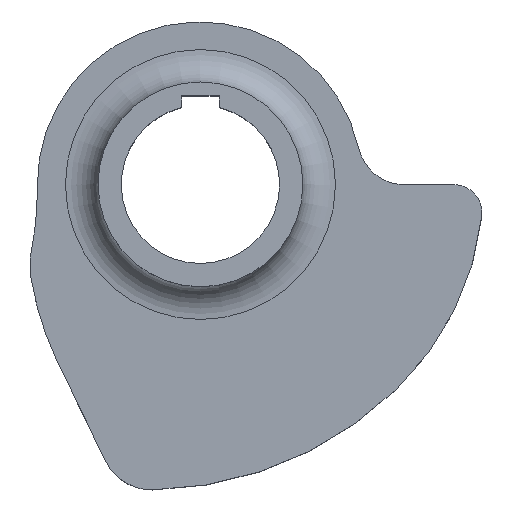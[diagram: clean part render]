
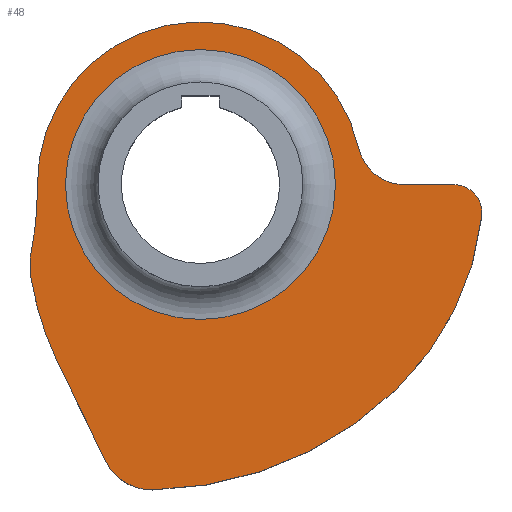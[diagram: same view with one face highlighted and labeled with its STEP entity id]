
A CAD part, top view. The second image highlights one B-rep face of the part: STEP entity #48.
In plain terms, the highlighted planar face has unit normal (0, 0, 1).
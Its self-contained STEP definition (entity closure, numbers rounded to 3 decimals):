
#48=ADVANCED_FACE('',(#76,#77),#78,.F.);
#76=FACE_BOUND('',#130,.T.);
#77=FACE_OUTER_BOUND('',#131,.T.);
#78=PLANE('',#132);
#130=EDGE_LOOP('',(#188));
#131=EDGE_LOOP('',(#189,#190,#191,#192,#193,#194,#195,#196,#197,#198,#199));
#132=AXIS2_PLACEMENT_3D('',#200,#201,#202);
#188=ORIENTED_EDGE('',*,*,#352,.T.);
#189=ORIENTED_EDGE('',*,*,#353,.F.);
#190=ORIENTED_EDGE('',*,*,#354,.T.);
#191=ORIENTED_EDGE('',*,*,#355,.T.);
#192=ORIENTED_EDGE('',*,*,#356,.F.);
#193=ORIENTED_EDGE('',*,*,#357,.F.);
#194=ORIENTED_EDGE('',*,*,#358,.F.);
#195=ORIENTED_EDGE('',*,*,#359,.F.);
#196=ORIENTED_EDGE('',*,*,#360,.T.);
#197=ORIENTED_EDGE('',*,*,#361,.T.);
#198=ORIENTED_EDGE('',*,*,#362,.F.);
#199=ORIENTED_EDGE('',*,*,#363,.F.);
#200=CARTESIAN_POINT('',(0.005,-0.019,562.249));
#201=DIRECTION('',(0.,0.,-1.));
#202=DIRECTION('',(1.,0.,0.));
#352=EDGE_CURVE('',#406,#406,#407,.T.);
#353=EDGE_CURVE('',#408,#409,#410,.T.);
#354=EDGE_CURVE('',#408,#411,#412,.T.);
#355=EDGE_CURVE('',#411,#413,#414,.T.);
#356=EDGE_CURVE('',#415,#413,#416,.T.);
#357=EDGE_CURVE('',#417,#415,#418,.T.);
#358=EDGE_CURVE('',#419,#417,#420,.T.);
#359=EDGE_CURVE('',#421,#419,#422,.T.);
#360=EDGE_CURVE('',#421,#423,#424,.T.);
#361=EDGE_CURVE('',#423,#425,#426,.T.);
#362=EDGE_CURVE('',#427,#425,#428,.T.);
#363=EDGE_CURVE('',#409,#427,#429,.T.);
#406=VERTEX_POINT('',#493);
#407=CIRCLE('',#494,72.53);
#408=VERTEX_POINT('',#495);
#409=VERTEX_POINT('',#496);
#410=CIRCLE('',#497,152.5);
#411=VERTEX_POINT('',#498);
#412=CIRCLE('',#499,15.128);
#413=VERTEX_POINT('',#500);
#414=LINE('',#501,#502);
#415=VERTEX_POINT('',#503);
#416=CIRCLE('',#504,25.0);
#417=VERTEX_POINT('',#505);
#418=CIRCLE('',#506,87.5);
#419=VERTEX_POINT('',#507);
#420=CIRCLE('',#508,161.0);
#421=VERTEX_POINT('',#509);
#422=CIRCLE('',#510,42.5);
#423=VERTEX_POINT('',#511);
#424=CIRCLE('',#512,171.0);
#425=VERTEX_POINT('',#513);
#426=LINE('',#514,#515);
#427=VERTEX_POINT('',#516);
#428=CIRCLE('',#517,27.75);
#429=CIRCLE('',#518,193.25);
#493=CARTESIAN_POINT('',(258.183,-57.069,562.245));
#494=AXIS2_PLACEMENT_3D('',#608,#609,#610);
#495=CARTESIAN_POINT('',(409.363,-146.476,562.241));
#496=CARTESIAN_POINT('',(363.873,-239.245,562.238));
#497=AXIS2_PLACEMENT_3D('',#611,#612,#613);
#498=CARTESIAN_POINT('',(394.253,-129.683,562.242));
#499=AXIS2_PLACEMENT_3D('',#614,#615,#616);
#500=CARTESIAN_POINT('',(367.226,-129.683,562.242));
#501=CARTESIAN_POINT('',(394.253,-129.683,562.242));
#502=VECTOR('',#617,1.0);
#503=CARTESIAN_POINT('',(343.325,-110.255,562.243));
#504=AXIS2_PLACEMENT_3D('',#618,#619,#620);
#505=CARTESIAN_POINT('',(170.53,-130.874,562.244));
#506=AXIS2_PLACEMENT_3D('',#621,#622,#623);
#507=CARTESIAN_POINT('',(167.414,-164.547,562.242));
#508=AXIS2_PLACEMENT_3D('',#624,#625,#626);
#509=CARTESIAN_POINT('',(167.184,-179.977,562.242));
#510=AXIS2_PLACEMENT_3D('',#627,#628,#629);
#511=CARTESIAN_POINT('',(180.769,-223.628,562.24));
#512=AXIS2_PLACEMENT_3D('',#630,#631,#632);
#513=CARTESIAN_POINT('',(206.764,-277.215,562.238));
#514=CARTESIAN_POINT('',(180.769,-223.628,562.24));
#515=VECTOR('',#633,1.0);
#516=CARTESIAN_POINT('',(232.545,-293.64,562.238));
#517=AXIS2_PLACEMENT_3D('',#634,#635,#636);
#518=AXIS2_PLACEMENT_3D('',#637,#638,#639);
#608=CARTESIAN_POINT('',(258.183,-129.599,562.243));
#609=DIRECTION('',(0.,0.,-1.));
#610=DIRECTION('',(0.0,1.,0.));
#611=CARTESIAN_POINT('',(257.79,-129.689,562.243));
#612=DIRECTION('',(0.,0.,-1.));
#613=DIRECTION('',(0.994,-0.11,0.));
#614=CARTESIAN_POINT('',(394.326,-144.811,562.241));
#615=DIRECTION('',(0.,0.,1.));
#616=DIRECTION('',(0.994,-0.11,0.));
#617=DIRECTION('',(-1.,0.,0.));
#618=CARTESIAN_POINT('',(367.697,-104.687,562.243));
#619=DIRECTION('',(0.,0.,1.));
#620=DIRECTION('',(-0.975,-0.223,0.));
#621=CARTESIAN_POINT('',(258.022,-129.742,562.243));
#622=DIRECTION('',(0.,0.,-1.));
#623=DIRECTION('',(-1.,-0.013,0.));
#624=CARTESIAN_POINT('',(9.543,-132.958,562.245));
#625=DIRECTION('',(0.,0.,1.));
#626=DIRECTION('',(0.981,-0.196,0.));
#627=CARTESIAN_POINT('',(209.088,-172.886,562.242));
#628=DIRECTION('',(0.,0.,-1.));
#629=DIRECTION('',(-0.986,-0.167,0.));
#630=CARTESIAN_POINT('',(335.786,-151.443,562.241));
#631=DIRECTION('',(0.,0.,1.));
#632=DIRECTION('',(-0.986,-0.167,0.));
#633=DIRECTION('',(0.436,-0.9,0.));
#634=CARTESIAN_POINT('',(232.1,-265.893,562.239));
#635=DIRECTION('',(0.,0.,-1.));
#636=DIRECTION('',(0.016,-1.,0.));
#637=CARTESIAN_POINT('',(229.443,-100.415,562.244));
#638=DIRECTION('',(0.,0.,-1.));
#639=DIRECTION('',(0.696,-0.718,0.));
